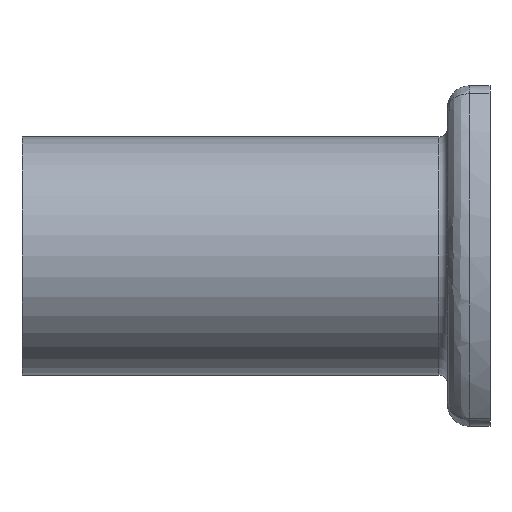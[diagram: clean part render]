
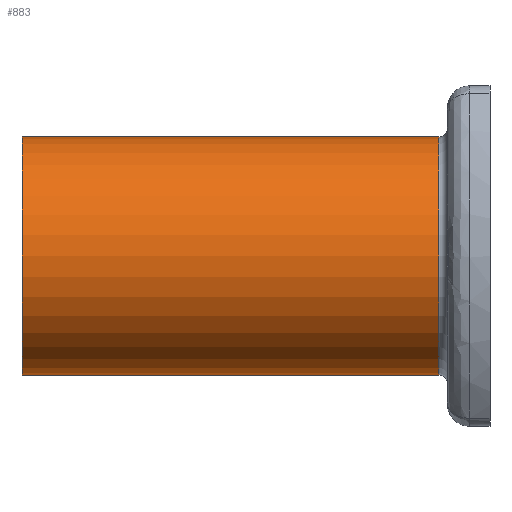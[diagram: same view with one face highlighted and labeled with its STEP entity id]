
A CAD part, front view. The second image highlights one B-rep face of the part: STEP entity #883.
In plain terms, the highlighted cylindrical face has radius 14 mm (diameter 28 mm), a full revolution.
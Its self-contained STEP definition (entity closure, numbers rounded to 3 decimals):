
#833=CARTESIAN_POINT('',(467.915,6.863,1924.331));
#834=DIRECTION('',(1.,-0.,-0.));
#835=DIRECTION('',(-0.,-0.,-1.));
#836=AXIS2_PLACEMENT_3D('',#833,#834,#835);
#837=CYLINDRICAL_SURFACE('',#836,14.);
#838=CARTESIAN_POINT('',(501.715,6.863,1910.331));
#839=VERTEX_POINT('',#838);
#840=CARTESIAN_POINT('',(452.715,6.863,1910.331));
#841=VERTEX_POINT('',#840);
#842=CARTESIAN_POINT('',(501.715,6.863,1910.331));
#843=DIRECTION('',(-1.,0.,0.));
#844=VECTOR('',#843,49.);
#845=LINE('',#842,#844);
#846=EDGE_CURVE('',#839,#841,#845,.T.);
#847=ORIENTED_EDGE('',*,*,#846,.T.);
#848=CARTESIAN_POINT('',(452.715,6.863,1938.331));
#849=VERTEX_POINT('',#848);
#850=CARTESIAN_POINT('',(452.715,6.863,1924.331));
#851=DIRECTION('',(-1.,0.,0.));
#852=DIRECTION('',(0.,-0.,1.));
#853=AXIS2_PLACEMENT_3D('',#850,#851,#852);
#854=CIRCLE('',#853,14.);
#855=EDGE_CURVE('',#849,#841,#854,.T.);
#856=ORIENTED_EDGE('',*,*,#855,.F.);
#857=CARTESIAN_POINT('',(452.715,6.863,1924.331));
#858=DIRECTION('',(-1.,0.,0.));
#859=DIRECTION('',(0.,-0.,1.));
#860=AXIS2_PLACEMENT_3D('',#857,#858,#859);
#861=CIRCLE('',#860,14.);
#862=EDGE_CURVE('',#841,#849,#861,.T.);
#863=ORIENTED_EDGE('',*,*,#862,.F.);
#864=ORIENTED_EDGE('',*,*,#846,.F.);
#865=CARTESIAN_POINT('',(501.715,6.863,1938.331));
#866=VERTEX_POINT('',#865);
#867=CARTESIAN_POINT('',(501.715,6.863,1924.331));
#868=DIRECTION('',(-1.,0.,0.));
#869=DIRECTION('',(0.,-0.,1.));
#870=AXIS2_PLACEMENT_3D('',#867,#868,#869);
#871=CIRCLE('',#870,14.);
#872=EDGE_CURVE('',#839,#866,#871,.T.);
#873=ORIENTED_EDGE('',*,*,#872,.T.);
#874=CARTESIAN_POINT('',(501.715,6.863,1924.331));
#875=DIRECTION('',(-1.,0.,0.));
#876=DIRECTION('',(0.,-0.,1.));
#877=AXIS2_PLACEMENT_3D('',#874,#875,#876);
#878=CIRCLE('',#877,14.);
#879=EDGE_CURVE('',#866,#839,#878,.T.);
#880=ORIENTED_EDGE('',*,*,#879,.T.);
#881=EDGE_LOOP('',(#847,#856,#863,#864,#873,#880));
#882=FACE_BOUND('',#881,.T.);
#883=ADVANCED_FACE('',(#882),#837,.T.);
